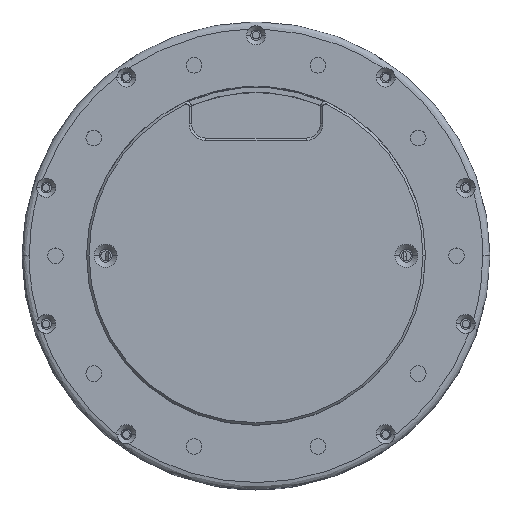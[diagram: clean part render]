
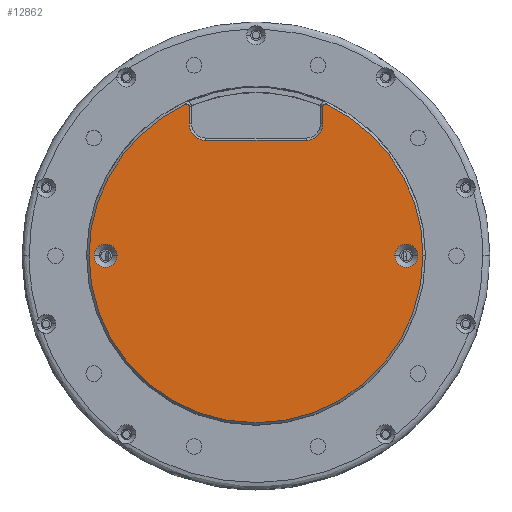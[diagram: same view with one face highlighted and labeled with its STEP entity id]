
A CAD part, top view. The second image highlights one B-rep face of the part: STEP entity #12862.
In plain terms, the highlighted planar face has unit normal (0, 0, 1).
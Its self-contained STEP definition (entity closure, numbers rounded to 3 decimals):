
#176 = DIRECTION ( 'NONE',  ( -1., 0., 0. ) ) ;
#201 = CARTESIAN_POINT ( 'NONE',  ( 0., 0., 48.4 ) ) ;
#215 = AXIS2_PLACEMENT_3D ( 'NONE', #9571, #15934, #3218 ) ;
#248 = CARTESIAN_POINT ( 'NONE',  ( 0., 0., 48.4 ) ) ;
#268 = CARTESIAN_POINT ( 'NONE',  ( 29.1, 0., 48.4 ) ) ;
#519 = VERTEX_POINT ( 'NONE', #268 ) ;
#622 = LINE ( 'NONE', #9647, #9728 ) ;
#634 = CARTESIAN_POINT ( 'NONE',  ( 0., 0., 48.4 ) ) ;
#701 = CARTESIAN_POINT ( 'NONE',  ( 10.5, 24.155, 48.4 ) ) ;
#715 = DIRECTION ( 'NONE',  ( 0., 1., 0. ) ) ;
#839 = DIRECTION ( 'NONE',  ( 0., 0., 1. ) ) ;
#875 = AXIS2_PLACEMENT_3D ( 'NONE', #19080, #3363, #176 ) ;
#1106 = ORIENTED_EDGE ( 'NONE', *, *, #9910, .F. ) ;
#1342 = EDGE_LOOP ( 'NONE', ( #2655, #18747, #10859, #8855, #6111, #7901, #7077, #17645, #1106, #16785 ) ) ;
#1833 = VERTEX_POINT ( 'NONE', #9443 ) ;
#1986 = EDGE_LOOP ( 'NONE', ( #12492, #10934 ) ) ;
#2001 = DIRECTION ( 'NONE',  ( 0., 0., 1. ) ) ;
#2122 = DIRECTION ( 'NONE',  ( 1., 0., 0. ) ) ;
#2363 = AXIS2_PLACEMENT_3D ( 'NONE', #248, #6503, #12767 ) ;
#2655 = ORIENTED_EDGE ( 'NONE', *, *, #7112, .F. ) ;
#2889 = CIRCLE ( 'NONE', #4193, 2.4 ) ;
#3061 = CARTESIAN_POINT ( 'NONE',  ( 35., 0., 48.4 ) ) ;
#3184 = CIRCLE ( 'NONE', #875, 0.5 ) ;
#3218 = DIRECTION ( 'NONE',  ( -1., 0., 0. ) ) ;
#3334 = VERTEX_POINT ( 'NONE', #3061 ) ;
#3363 = DIRECTION ( 'NONE',  ( 0., 0., -1. ) ) ;
#3489 = DIRECTION ( 'NONE',  ( -1., 0., 0. ) ) ;
#3698 = FACE_BOUND ( 'NONE', #16438, .T. ) ;
#3721 = CARTESIAN_POINT ( 'NONE',  ( 14.71, 31.759, 48.4 ) ) ;
#4193 = AXIS2_PLACEMENT_3D ( 'NONE', #11748, #5294, #16265 ) ;
#4356 = ORIENTED_EDGE ( 'NONE', *, *, #10216, .F. ) ;
#4729 = LINE ( 'NONE', #15406, #16282 ) ;
#4844 = FACE_OUTER_BOUND ( 'NONE', #1342, .T. ) ;
#4997 = EDGE_CURVE ( 'NONE', #6915, #18050, #15882, .T. ) ;
#5294 = DIRECTION ( 'NONE',  ( 0., 0., 1. ) ) ;
#5415 = CIRCLE ( 'NONE', #5747, 35. ) ;
#5747 = AXIS2_PLACEMENT_3D ( 'NONE', #634, #6577, #16225 ) ;
#5853 = AXIS2_PLACEMENT_3D ( 'NONE', #14451, #7976, #2122 ) ;
#5995 = EDGE_CURVE ( 'NONE', #18266, #6915, #6663, .T. ) ;
#6016 = EDGE_CURVE ( 'NONE', #6798, #16663, #622, .T. ) ;
#6111 = ORIENTED_EDGE ( 'NONE', *, *, #4997, .F. ) ;
#6301 = EDGE_CURVE ( 'NONE', #16552, #18266, #3184, .T. ) ;
#6503 = DIRECTION ( 'NONE',  ( 0., 0., -1. ) ) ;
#6577 = DIRECTION ( 'NONE',  ( 0., 0., -1. ) ) ;
#6663 = LINE ( 'NONE', #10056, #19895 ) ;
#6762 = FACE_BOUND ( 'NONE', #1986, .T. ) ;
#6798 = VERTEX_POINT ( 'NONE', #15131 ) ;
#6854 = EDGE_CURVE ( 'NONE', #20125, #519, #2889, .T. ) ;
#6915 = VERTEX_POINT ( 'NONE', #10902 ) ;
#7077 = ORIENTED_EDGE ( 'NONE', *, *, #6301, .F. ) ;
#7112 = EDGE_CURVE ( 'NONE', #16663, #15334, #17924, .T. ) ;
#7297 = CARTESIAN_POINT ( 'NONE',  ( -31.5, 0., 48.4 ) ) ;
#7735 = AXIS2_PLACEMENT_3D ( 'NONE', #9938, #19000, #9538 ) ;
#7758 = CARTESIAN_POINT ( 'NONE',  ( -14.71, 31.759, 48.4 ) ) ;
#7901 = ORIENTED_EDGE ( 'NONE', *, *, #5995, .F. ) ;
#7976 = DIRECTION ( 'NONE',  ( 0., 0., 1. ) ) ;
#8347 = DIRECTION ( 'NONE',  ( 1., 0., 0. ) ) ;
#8365 = CIRCLE ( 'NONE', #18542, 35. ) ;
#8810 = VERTEX_POINT ( 'NONE', #12931 ) ;
#8855 = ORIENTED_EDGE ( 'NONE', *, *, #11111, .F. ) ;
#9050 = DIRECTION ( 'NONE',  ( -1., 0., 0. ) ) ;
#9411 = EDGE_CURVE ( 'NONE', #16614, #16552, #10236, .T. ) ;
#9443 = CARTESIAN_POINT ( 'NONE',  ( -33.9, 0., 48.4 ) ) ;
#9479 = CIRCLE ( 'NONE', #5853, 2.4 ) ;
#9538 = DIRECTION ( 'NONE',  ( 1., 0., 0. ) ) ;
#9571 = CARTESIAN_POINT ( 'NONE',  ( 14.5, 31.305, 48.4 ) ) ;
#9647 = CARTESIAN_POINT ( 'NONE',  ( 14., 0., 48.4 ) ) ;
#9728 = VECTOR ( 'NONE', #715, 1000. ) ;
#9851 = DIRECTION ( 'NONE',  ( 0., 0., -1. ) ) ;
#9900 = CARTESIAN_POINT ( 'NONE',  ( 10.5, 27.655, 48.4 ) ) ;
#9910 = EDGE_CURVE ( 'NONE', #3334, #16614, #5415, .T. ) ;
#9938 = CARTESIAN_POINT ( 'NONE',  ( 31.5, 0., 48.4 ) ) ;
#10056 = CARTESIAN_POINT ( 'NONE',  ( -14., 0., 48.4 ) ) ;
#10144 = AXIS2_PLACEMENT_3D ( 'NONE', #9900, #2001, #8347 ) ;
#10216 = EDGE_CURVE ( 'NONE', #519, #20125, #11334, .T. ) ;
#10236 = CIRCLE ( 'NONE', #2363, 35. ) ;
#10859 = ORIENTED_EDGE ( 'NONE', *, *, #14819, .F. ) ;
#10902 = CARTESIAN_POINT ( 'NONE',  ( -14., 27.655, 48.4 ) ) ;
#10934 = ORIENTED_EDGE ( 'NONE', *, *, #18409, .F. ) ;
#11111 = EDGE_CURVE ( 'NONE', #18050, #20004, #4729, .T. ) ;
#11277 = PLANE ( 'NONE',  #18904 ) ;
#11334 = CIRCLE ( 'NONE', #7735, 2.4 ) ;
#11555 = DIRECTION ( 'NONE',  ( 0., 0., -1. ) ) ;
#11748 = CARTESIAN_POINT ( 'NONE',  ( 31.5, 0., 48.4 ) ) ;
#11778 = CIRCLE ( 'NONE', #10144, 3.5 ) ;
#12097 = DIRECTION ( 'NONE',  ( 1., 0., 0. ) ) ;
#12215 = EDGE_CURVE ( 'NONE', #15334, #3334, #8365, .T. ) ;
#12461 = ORIENTED_EDGE ( 'NONE', *, *, #6854, .F. ) ;
#12492 = ORIENTED_EDGE ( 'NONE', *, *, #14413, .F. ) ;
#12767 = DIRECTION ( 'NONE',  ( -1., 0., 0. ) ) ;
#12862 = ADVANCED_FACE ( 'NONE', ( #6762, #3698, #4844 ), #11277, .F. ) ;
#12931 = CARTESIAN_POINT ( 'NONE',  ( -29.1, 0., 48.4 ) ) ;
#13526 = CARTESIAN_POINT ( 'NONE',  ( -10.5, 27.655, 48.4 ) ) ;
#13557 = DIRECTION ( 'NONE',  ( 1., 0., 0. ) ) ;
#14413 = EDGE_CURVE ( 'NONE', #8810, #1833, #9479, .T. ) ;
#14451 = CARTESIAN_POINT ( 'NONE',  ( -31.5, 0., 48.4 ) ) ;
#14734 = CARTESIAN_POINT ( 'NONE',  ( 14., 31.305, 48.4 ) ) ;
#14750 = CARTESIAN_POINT ( 'NONE',  ( 0., 0., 48.4 ) ) ;
#14819 = EDGE_CURVE ( 'NONE', #20004, #6798, #11778, .T. ) ;
#15131 = CARTESIAN_POINT ( 'NONE',  ( 14., 27.655, 48.4 ) ) ;
#15271 = CIRCLE ( 'NONE', #15608, 2.4 ) ;
#15334 = VERTEX_POINT ( 'NONE', #3721 ) ;
#15406 = CARTESIAN_POINT ( 'NONE',  ( 0., 24.155, 48.4 ) ) ;
#15608 = AXIS2_PLACEMENT_3D ( 'NONE', #7297, #839, #13557 ) ;
#15882 = CIRCLE ( 'NONE', #20145, 3.5 ) ;
#15934 = DIRECTION ( 'NONE',  ( 0., 0., -1. ) ) ;
#16225 = DIRECTION ( 'NONE',  ( -1., 0., 0. ) ) ;
#16241 = CARTESIAN_POINT ( 'NONE',  ( -14., 31.305, 48.4 ) ) ;
#16265 = DIRECTION ( 'NONE',  ( 1., 0., 0. ) ) ;
#16282 = VECTOR ( 'NONE', #17151, 1000. ) ;
#16421 = DIRECTION ( 'NONE',  ( 0., 0., 1. ) ) ;
#16438 = EDGE_LOOP ( 'NONE', ( #12461, #4356 ) ) ;
#16552 = VERTEX_POINT ( 'NONE', #7758 ) ;
#16614 = VERTEX_POINT ( 'NONE', #17110 ) ;
#16663 = VERTEX_POINT ( 'NONE', #14734 ) ;
#16785 = ORIENTED_EDGE ( 'NONE', *, *, #12215, .F. ) ;
#17110 = CARTESIAN_POINT ( 'NONE',  ( -35., 0., 48.4 ) ) ;
#17151 = DIRECTION ( 'NONE',  ( 1., 0., 0. ) ) ;
#17645 = ORIENTED_EDGE ( 'NONE', *, *, #9411, .F. ) ;
#17924 = CIRCLE ( 'NONE', #215, 0.5 ) ;
#18050 = VERTEX_POINT ( 'NONE', #20058 ) ;
#18266 = VERTEX_POINT ( 'NONE', #16241 ) ;
#18409 = EDGE_CURVE ( 'NONE', #1833, #8810, #15271, .T. ) ;
#18542 = AXIS2_PLACEMENT_3D ( 'NONE', #14750, #11555, #9050 ) ;
#18747 = ORIENTED_EDGE ( 'NONE', *, *, #6016, .F. ) ;
#18904 = AXIS2_PLACEMENT_3D ( 'NONE', #201, #9851, #3489 ) ;
#19000 = DIRECTION ( 'NONE',  ( 0., 0., 1. ) ) ;
#19080 = CARTESIAN_POINT ( 'NONE',  ( -14.5, 31.305, 48.4 ) ) ;
#19200 = DIRECTION ( 'NONE',  ( 0., -1., 0. ) ) ;
#19895 = VECTOR ( 'NONE', #19200, 1000. ) ;
#20004 = VERTEX_POINT ( 'NONE', #701 ) ;
#20058 = CARTESIAN_POINT ( 'NONE',  ( -10.5, 24.155, 48.4 ) ) ;
#20125 = VERTEX_POINT ( 'NONE', #20300 ) ;
#20145 = AXIS2_PLACEMENT_3D ( 'NONE', #13526, #16421, #12097 ) ;
#20300 = CARTESIAN_POINT ( 'NONE',  ( 33.9, 0., 48.4 ) ) ;
